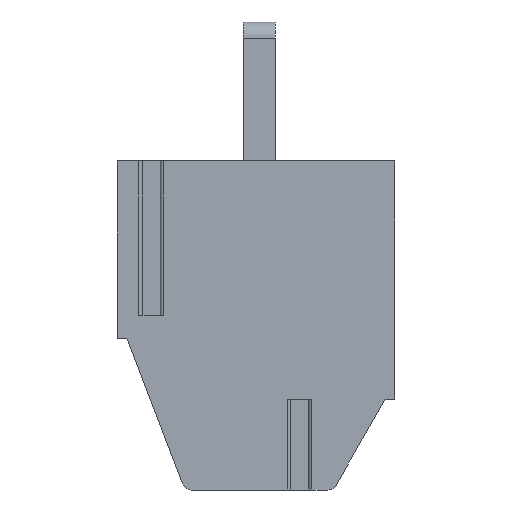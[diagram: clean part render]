
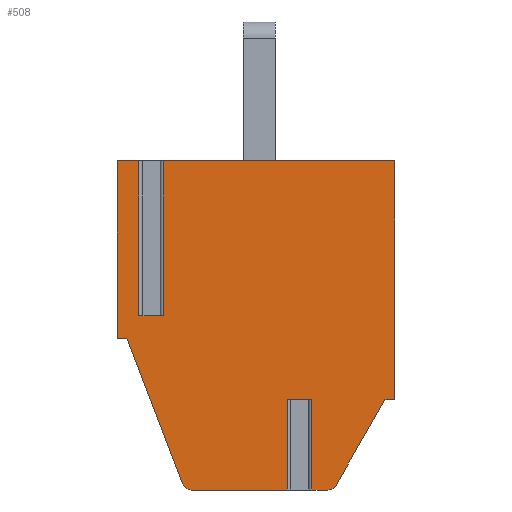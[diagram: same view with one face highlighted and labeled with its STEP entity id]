
A CAD part, front view. The second image highlights one B-rep face of the part: STEP entity #508.
In plain terms, the highlighted planar face has unit normal (0, -1, 0).
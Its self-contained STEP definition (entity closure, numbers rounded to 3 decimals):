
#508 = ADVANCED_FACE( '', ( #1031 ), #1032, .F. );
#1031 = FACE_OUTER_BOUND( '', #1550, .T. );
#1032 = PLANE( '', #1551 );
#1550 = EDGE_LOOP( '', ( #3035, #3036, #3037, #3038, #3039, #3040, #3041, #3042, #3043, #3044, #3045, #3046, #3047, #3048, #3049, #3050, #3051, #3052 ) );
#1551 = AXIS2_PLACEMENT_3D( '', #3053, #3054, #3055 );
#3035 = ORIENTED_EDGE( '', *, *, #3106, .T. );
#3036 = ORIENTED_EDGE( '', *, *, #3551, .F. );
#3037 = ORIENTED_EDGE( '', *, *, #3606, .F. );
#3038 = ORIENTED_EDGE( '', *, *, #3238, .F. );
#3039 = ORIENTED_EDGE( '', *, *, #3427, .F. );
#3040 = ORIENTED_EDGE( '', *, *, #3559, .F. );
#3041 = ORIENTED_EDGE( '', *, *, #3313, .T. );
#3042 = ORIENTED_EDGE( '', *, *, #3378, .F. );
#3043 = ORIENTED_EDGE( '', *, *, #3472, .F. );
#3044 = ORIENTED_EDGE( '', *, *, #3674, .T. );
#3045 = ORIENTED_EDGE( '', *, *, #3457, .F. );
#3046 = ORIENTED_EDGE( '', *, *, #3371, .F. );
#3047 = ORIENTED_EDGE( '', *, *, #3630, .T. );
#3048 = ORIENTED_EDGE( '', *, *, #3223, .F. );
#3049 = ORIENTED_EDGE( '', *, *, #3583, .F. );
#3050 = ORIENTED_EDGE( '', *, *, #3338, .F. );
#3051 = ORIENTED_EDGE( '', *, *, #3605, .F. );
#3052 = ORIENTED_EDGE( '', *, *, #3647, .F. );
#3053 = CARTESIAN_POINT( '', ( 197.922, -58.3, -9.9 ) );
#3054 = DIRECTION( '', ( 0., 1., 0. ) );
#3055 = DIRECTION( '', ( -1., 0., 0. ) );
#3106 = EDGE_CURVE( '', #3720, #3718, #3721, .T. );
#3223 = EDGE_CURVE( '', #3925, #3923, #3927, .T. );
#3238 = EDGE_CURVE( '', #3951, #3953, #3954, .T. );
#3313 = EDGE_CURVE( '', #4073, #4075, #4077, .T. );
#3338 = EDGE_CURVE( '', #4112, #4095, #4114, .T. );
#3371 = EDGE_CURVE( '', #4164, #4166, #4167, .T. );
#3378 = EDGE_CURVE( '', #4177, #4075, #4179, .T. );
#3427 = EDGE_CURVE( '', #4251, #3951, #4253, .T. );
#3457 = EDGE_CURVE( '', #4166, #4294, #4296, .F. );
#3472 = EDGE_CURVE( '', #4319, #4177, #4321, .T. );
#3551 = EDGE_CURVE( '', #4424, #3718, #4426, .T. );
#3559 = EDGE_CURVE( '', #4073, #4251, #4436, .T. );
#3583 = EDGE_CURVE( '', #4095, #3925, #4465, .T. );
#3605 = EDGE_CURVE( '', #4488, #4112, #4490, .T. );
#3606 = EDGE_CURVE( '', #3953, #4424, #4491, .T. );
#3630 = EDGE_CURVE( '', #4164, #3923, #4518, .T. );
#3647 = EDGE_CURVE( '', #3720, #4488, #4535, .F. );
#3674 = EDGE_CURVE( '', #4319, #4294, #4562, .T. );
#3718 = VERTEX_POINT( '', #4621 );
#3720 = VERTEX_POINT( '', #4623 );
#3721 = LINE( '', #4624, #4625 );
#3923 = VERTEX_POINT( '', #4907 );
#3925 = VERTEX_POINT( '', #4910 );
#3927 = LINE( '', #4913, #4914 );
#3951 = VERTEX_POINT( '', #4949 );
#3953 = VERTEX_POINT( '', #4952 );
#3954 = LINE( '', #4953, #4954 );
#4073 = VERTEX_POINT( '', #5116 );
#4075 = VERTEX_POINT( '', #5119 );
#4077 = CIRCLE( '', #5122, 0.3 );
#4095 = VERTEX_POINT( '', #5148 );
#4112 = VERTEX_POINT( '', #5176 );
#4114 = LINE( '', #5179, #5180 );
#4164 = VERTEX_POINT( '', #5246 );
#4166 = VERTEX_POINT( '', #5249 );
#4167 = LINE( '', #5250, #5251 );
#4177 = VERTEX_POINT( '', #5263 );
#4179 = LINE( '', #5265, #5266 );
#4251 = VERTEX_POINT( '', #5367 );
#4253 = LINE( '', #5370, #5371 );
#4294 = VERTEX_POINT( '', #5429 );
#4296 = LINE( '', #5431, #5432 );
#4319 = VERTEX_POINT( '', #5461 );
#4321 = LINE( '', #5463, #5464 );
#4424 = VERTEX_POINT( '', #5610 );
#4426 = LINE( '', #5612, #5613 );
#4436 = LINE( '', #5627, #5628 );
#4465 = LINE( '', #5669, #5670 );
#4488 = VERTEX_POINT( '', #5703 );
#4490 = LINE( '', #5705, #5706 );
#4491 = LINE( '', #5707, #5708 );
#4518 = CIRCLE( '', #5744, 0.3 );
#4535 = LINE( '', #5765, #5766 );
#4562 = LINE( '', #5797, #5798 );
#4621 = CARTESIAN_POINT( '', ( 192.073, -58.3, -4.8 ) );
#4623 = CARTESIAN_POINT( '', ( 192.827, -58.3, -4.8 ) );
#4624 = CARTESIAN_POINT( '', ( 192.246, -58.3, -4.8 ) );
#4625 = VECTOR( '', #5825, 1000. );
#4907 = CARTESIAN_POINT( '', ( 198.182, -58.3, -10.049 ) );
#4910 = CARTESIAN_POINT( '', ( 199.696, -58.3, -7.4 ) );
#4913 = CARTESIAN_POINT( '', ( 198.182, -58.3, -10.049 ) );
#4914 = VECTOR( '', #5953, 1000. );
#4949 = CARTESIAN_POINT( '', ( 191.4, -58.3, -5.5 ) );
#4952 = CARTESIAN_POINT( '', ( 191.4, -58.3, 0. ) );
#4953 = CARTESIAN_POINT( '', ( 191.4, -58.3, 0. ) );
#4954 = VECTOR( '', #5966, 1000. );
#5116 = CARTESIAN_POINT( '', ( 193.422, -58.3, -10.007 ) );
#5119 = CARTESIAN_POINT( '', ( 193.702, -58.3, -10.2 ) );
#5122 = AXIS2_PLACEMENT_3D( '', #6051, #6052, #6053 );
#5148 = CARTESIAN_POINT( '', ( 200., -58.3, -7.4 ) );
#5176 = CARTESIAN_POINT( '', ( 200., -58.3, 0. ) );
#5179 = CARTESIAN_POINT( '', ( 200., -58.3, -0.7 ) );
#5180 = VECTOR( '', #6077, 1000. );
#5246 = CARTESIAN_POINT( '', ( 197.922, -58.3, -10.2 ) );
#5249 = CARTESIAN_POINT( '', ( 197.427, -58.3, -10.2 ) );
#5250 = CARTESIAN_POINT( '', ( 193.702, -58.3, -10.2 ) );
#5251 = VECTOR( '', #6119, 1000. );
#5263 = CARTESIAN_POINT( '', ( 196.673, -58.3, -10.2 ) );
#5265 = CARTESIAN_POINT( '', ( 193.702, -58.3, -10.2 ) );
#5266 = VECTOR( '', #6134, 1000. );
#5367 = CARTESIAN_POINT( '', ( 191.7, -58.3, -5.5 ) );
#5370 = CARTESIAN_POINT( '', ( 191.4, -58.3, -5.5 ) );
#5371 = VECTOR( '', #6183, 1000. );
#5429 = CARTESIAN_POINT( '', ( 197.427, -58.3, -7.4 ) );
#5431 = CARTESIAN_POINT( '', ( 197.427, -58.3, -5.4 ) );
#5432 = VECTOR( '', #6216, 1000. );
#5461 = CARTESIAN_POINT( '', ( 196.673, -58.3, -7.4 ) );
#5463 = CARTESIAN_POINT( '', ( 196.673, -58.3, -10.2 ) );
#5464 = VECTOR( '', #6235, 1000. );
#5610 = CARTESIAN_POINT( '', ( 192.073, -58.3, 0. ) );
#5612 = CARTESIAN_POINT( '', ( 192.073, -58.3, -4.8 ) );
#5613 = VECTOR( '', #6309, 1000. );
#5627 = CARTESIAN_POINT( '', ( 191.7, -58.3, -5.5 ) );
#5628 = VECTOR( '', #6317, 1000. );
#5669 = CARTESIAN_POINT( '', ( 199.696, -58.3, -7.4 ) );
#5670 = VECTOR( '', #6336, 1000. );
#5703 = CARTESIAN_POINT( '', ( 192.827, -58.3, 0. ) );
#5705 = CARTESIAN_POINT( '', ( 200., -58.3, 0. ) );
#5706 = VECTOR( '', #6359, 1000. );
#5707 = CARTESIAN_POINT( '', ( 200., -58.3, 0. ) );
#5708 = VECTOR( '', #6360, 1000. );
#5744 = AXIS2_PLACEMENT_3D( '', #6379, #6380, #6381 );
#5765 = CARTESIAN_POINT( '', ( 192.827, -58.3, 0. ) );
#5766 = VECTOR( '', #6389, 1000. );
#5797 = CARTESIAN_POINT( '', ( 202.472, -58.3, -7.4 ) );
#5798 = VECTOR( '', #6403, 1000. );
#5825 = DIRECTION( '', ( -1., 0., 0. ) );
#5953 = DIRECTION( '', ( -0.496, 0., -0.868 ) );
#5966 = DIRECTION( '', ( 0., 0., 1. ) );
#6051 = CARTESIAN_POINT( '', ( 193.702, -58.3, -9.9 ) );
#6052 = DIRECTION( '', ( 0., -1., 0. ) );
#6053 = DIRECTION( '', ( 1., 0., 0. ) );
#6077 = DIRECTION( '', ( 0., 0., -1. ) );
#6119 = DIRECTION( '', ( -1., 0., 0. ) );
#6134 = DIRECTION( '', ( -1., 0., 0. ) );
#6183 = DIRECTION( '', ( -1., 0., 0. ) );
#6216 = DIRECTION( '', ( 0., 0., -1. ) );
#6235 = DIRECTION( '', ( 0., 0., -1. ) );
#6309 = DIRECTION( '', ( 0., 0., -1. ) );
#6317 = DIRECTION( '', ( -0.357, 0., 0.934 ) );
#6336 = DIRECTION( '', ( -1., 0., 0. ) );
#6359 = DIRECTION( '', ( 1., 0., 0. ) );
#6360 = DIRECTION( '', ( 1., 0., 0. ) );
#6379 = CARTESIAN_POINT( '', ( 197.922, -58.3, -9.9 ) );
#6380 = DIRECTION( '', ( 0., -1., 0. ) );
#6381 = DIRECTION( '', ( 1., 0., 0. ) );
#6389 = DIRECTION( '', ( 0., 0., -1. ) );
#6403 = DIRECTION( '', ( 1., 0., 0. ) );
